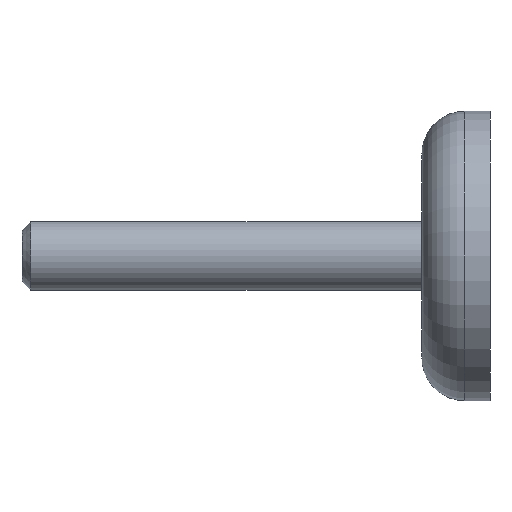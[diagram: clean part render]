
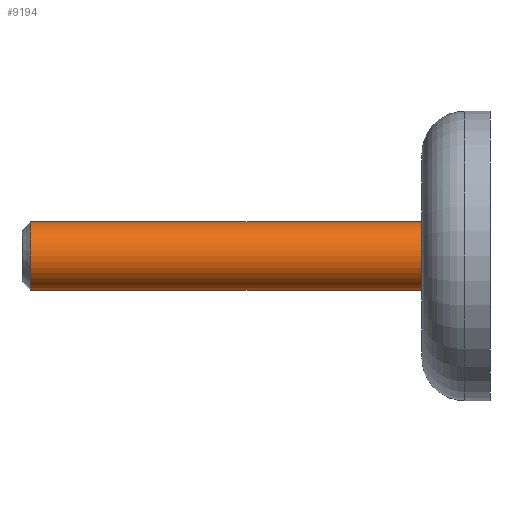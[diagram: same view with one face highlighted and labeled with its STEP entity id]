
A CAD part, left-side view. The second image highlights one B-rep face of the part: STEP entity #9194.
In plain terms, the highlighted cylindrical face has radius 4 mm (diameter 8 mm), a partial arc.
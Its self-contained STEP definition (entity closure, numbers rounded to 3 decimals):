
#333 = CARTESIAN_POINT ( 'NONE',  ( 0., 5., 0. ) ) ;
#1297 = VERTEX_POINT ( 'NONE', #11743 ) ;
#1424 = ORIENTED_EDGE ( 'NONE', *, *, #12419, .T. ) ;
#1542 = DIRECTION ( 'NONE',  ( 0., -1., 0. ) ) ;
#2335 = CIRCLE ( 'NONE', #4402, 4. ) ;
#2889 = CARTESIAN_POINT ( 'NONE',  ( 0., 54., -4. ) ) ;
#2942 = DIRECTION ( 'NONE',  ( 0., 0., -1. ) ) ;
#2970 = VERTEX_POINT ( 'NONE', #2889 ) ;
#3205 = LINE ( 'NONE', #6235, #8336 ) ;
#3282 = CARTESIAN_POINT ( 'NONE',  ( 0., 54., 0. ) ) ;
#3641 = DIRECTION ( 'NONE',  ( 0., -1., 0. ) ) ;
#3701 = EDGE_CURVE ( 'NONE', #2970, #10252, #3205, .T. ) ;
#4116 = VERTEX_POINT ( 'NONE', #5815 ) ;
#4391 = DIRECTION ( 'NONE',  ( 0., 0., 1. ) ) ;
#4402 = AXIS2_PLACEMENT_3D ( 'NONE', #3282, #15265, #4391 ) ;
#4954 = CIRCLE ( 'NONE', #9182, 4. ) ;
#5218 = CARTESIAN_POINT ( 'NONE',  ( 0., 0., 0. ) ) ;
#5815 = CARTESIAN_POINT ( 'NONE',  ( 0., 5., 4. ) ) ;
#5862 = EDGE_LOOP ( 'NONE', ( #14578, #1424, #7611, #10916 ) ) ;
#6235 = CARTESIAN_POINT ( 'NONE',  ( 0., 0., -4. ) ) ;
#6419 = DIRECTION ( 'NONE',  ( 0., 0., -1. ) ) ;
#6763 = VECTOR ( 'NONE', #10924, 1000. ) ;
#7611 = ORIENTED_EDGE ( 'NONE', *, *, #3701, .T. ) ;
#7838 = EDGE_CURVE ( 'NONE', #1297, #4116, #8291, .T. ) ;
#8291 = LINE ( 'NONE', #15623, #6763 ) ;
#8336 = VECTOR ( 'NONE', #3641, 1000. ) ;
#9182 = AXIS2_PLACEMENT_3D ( 'NONE', #333, #1542, #6419 ) ;
#9194 = ADVANCED_FACE ( 'NONE', ( #14506 ), #15243, .T. ) ;
#10252 = VERTEX_POINT ( 'NONE', #12896 ) ;
#10916 = ORIENTED_EDGE ( 'NONE', *, *, #14332, .F. ) ;
#10924 = DIRECTION ( 'NONE',  ( 0., -1., 0. ) ) ;
#11474 = AXIS2_PLACEMENT_3D ( 'NONE', #5218, #12822, #2942 ) ;
#11743 = CARTESIAN_POINT ( 'NONE',  ( 0., 54., 4. ) ) ;
#12419 = EDGE_CURVE ( 'NONE', #1297, #2970, #2335, .T. ) ;
#12822 = DIRECTION ( 'NONE',  ( 0., -1., 0. ) ) ;
#12896 = CARTESIAN_POINT ( 'NONE',  ( 0., 5., -4. ) ) ;
#14332 = EDGE_CURVE ( 'NONE', #4116, #10252, #4954, .T. ) ;
#14506 = FACE_OUTER_BOUND ( 'NONE', #5862, .T. ) ;
#14578 = ORIENTED_EDGE ( 'NONE', *, *, #7838, .F. ) ;
#15243 = CYLINDRICAL_SURFACE ( 'NONE', #11474, 4. ) ;
#15265 = DIRECTION ( 'NONE',  ( 0., -1., 0. ) ) ;
#15623 = CARTESIAN_POINT ( 'NONE',  ( 0., 0., 4. ) ) ;
